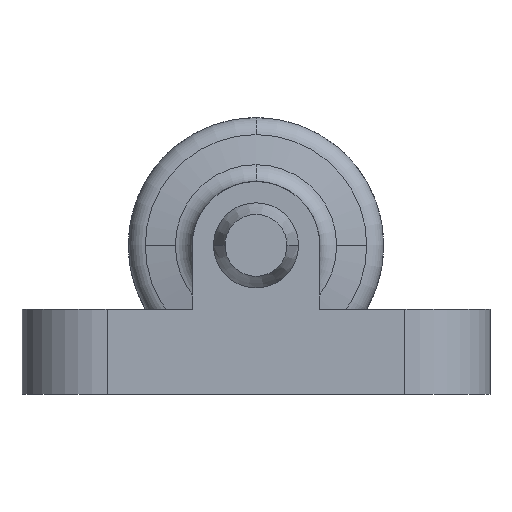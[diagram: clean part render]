
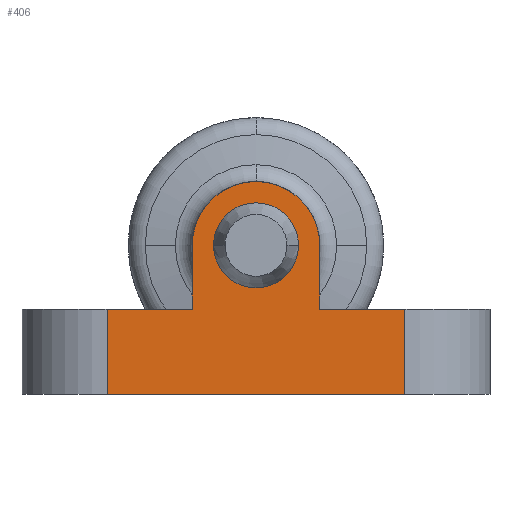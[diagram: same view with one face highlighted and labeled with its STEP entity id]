
A CAD part, left-side view. The second image highlights one B-rep face of the part: STEP entity #406.
In plain terms, the highlighted planar face has unit normal (-1, 0, 0).
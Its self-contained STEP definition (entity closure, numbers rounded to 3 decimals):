
#406=ADVANCED_FACE('',(#1103,#1104),#1105,.T.);
#1103=FACE_BOUND('',#2096,.T.);
#1104=FACE_OUTER_BOUND('',#2097,.T.);
#1105=PLANE('',#2098);
#2096=EDGE_LOOP('',(#3233,#3234));
#2097=EDGE_LOOP('',(#3235,#3236,#3237,#3238,#3239,#3240,#3241,#3242,#3243));
#2098=AXIS2_PLACEMENT_3D('',#3244,#3245,#3246);
#3233=ORIENTED_EDGE('',*,*,#6080,.T.);
#3234=ORIENTED_EDGE('',*,*,#6026,.T.);
#3235=ORIENTED_EDGE('',*,*,#6092,.T.);
#3236=ORIENTED_EDGE('',*,*,#6086,.F.);
#3237=ORIENTED_EDGE('',*,*,#6076,.T.);
#3238=ORIENTED_EDGE('',*,*,#6033,.T.);
#3239=ORIENTED_EDGE('',*,*,#6089,.T.);
#3240=ORIENTED_EDGE('',*,*,#6107,.T.);
#3241=ORIENTED_EDGE('',*,*,#6114,.F.);
#3242=ORIENTED_EDGE('',*,*,#6115,.F.);
#3243=ORIENTED_EDGE('',*,*,#6116,.T.);
#3244=CARTESIAN_POINT('',(0.,0.0,-7.0));
#3245=DIRECTION('',(-1.0,0.,0.0));
#3246=DIRECTION('',(0.,-1.0,-0.0));
#6026=EDGE_CURVE('',#7223,#7227,#7229,.T.);
#6033=EDGE_CURVE('',#7232,#7240,#7242,.T.);
#6076=EDGE_CURVE('',#7305,#7232,#7306,.T.);
#6080=EDGE_CURVE('',#7227,#7223,#7311,.T.);
#6086=EDGE_CURVE('',#7305,#7316,#7319,.T.);
#6089=EDGE_CURVE('',#7240,#7321,#7324,.T.);
#6092=EDGE_CURVE('',#7327,#7316,#7328,.T.);
#6107=EDGE_CURVE('',#7321,#7350,#7352,.T.);
#6114=EDGE_CURVE('',#7361,#7350,#7362,.T.);
#6115=EDGE_CURVE('',#7363,#7361,#7364,.T.);
#6116=EDGE_CURVE('',#7363,#7327,#7365,.T.);
#7223=VERTEX_POINT('',#8944);
#7227=VERTEX_POINT('',#8949);
#7229=CIRCLE('',#8952,2.0);
#7232=VERTEX_POINT('',#8955);
#7240=VERTEX_POINT('',#8965);
#7242=CIRCLE('',#8968,3.0);
#7305=VERTEX_POINT('',#9049);
#7306=CIRCLE('',#9050,3.0);
#7311=CIRCLE('',#9056,2.0);
#7316=VERTEX_POINT('',#9061);
#7319=LINE('',#9066,#9067);
#7321=VERTEX_POINT('',#9069);
#7324=LINE('',#9073,#9074);
#7327=VERTEX_POINT('',#9078);
#7328=LINE('',#9079,#9080);
#7350=VERTEX_POINT('',#9108);
#7352=LINE('',#9110,#9111);
#7361=VERTEX_POINT('',#9122);
#7362=LINE('',#9123,#9124);
#7363=VERTEX_POINT('',#9125);
#7364=LINE('',#9126,#9127);
#7365=LINE('',#9128,#9129);
#8944=CARTESIAN_POINT('',(0.,0.,-2.0));
#8949=CARTESIAN_POINT('',(0.,0.,2.0));
#8952=AXIS2_PLACEMENT_3D('',#13338,#13339,#13340);
#8955=CARTESIAN_POINT('',(0.0,0.,3.0));
#8965=CARTESIAN_POINT('',(0.0,3.0,0.0));
#8968=AXIS2_PLACEMENT_3D('',#13350,#13351,#13352);
#9049=CARTESIAN_POINT('',(0.0,-3.0,0.0));
#9050=AXIS2_PLACEMENT_3D('',#13410,#13411,#13412);
#9056=AXIS2_PLACEMENT_3D('',#13417,#13418,#13419);
#9061=CARTESIAN_POINT('',(0.,-3.0,-3.0));
#9066=CARTESIAN_POINT('',(0.0,-3.0,-3.5));
#9067=VECTOR('',#13425,1.0);
#9069=CARTESIAN_POINT('',(0.,3.0,-3.0));
#9073=CARTESIAN_POINT('',(0.0,3.0,-3.5));
#9074=VECTOR('',#13427,1.0);
#9078=CARTESIAN_POINT('',(0.,-7.0,-3.0));
#9079=CARTESIAN_POINT('',(0.,-7.0,-3.0));
#9080=VECTOR('',#13429,1.0);
#9108=CARTESIAN_POINT('',(0.0,7.0,-3.0));
#9110=CARTESIAN_POINT('',(0.,-7.0,-3.0));
#9111=VECTOR('',#13457,1.0);
#9122=CARTESIAN_POINT('',(0.0,7.0,-7.0));
#9123=CARTESIAN_POINT('',(0.0,7.0,-7.0));
#9124=VECTOR('',#13469,1.0);
#9125=CARTESIAN_POINT('',(0.,-7.0,-7.0));
#9126=CARTESIAN_POINT('',(0.,-7.0,-7.0));
#9127=VECTOR('',#13470,1.0);
#9128=CARTESIAN_POINT('',(0.,-7.0,-7.0));
#9129=VECTOR('',#13471,1.0);
#13338=CARTESIAN_POINT('',(0.0,0.0,0.0));
#13339=DIRECTION('',(1.0,0.,0.0));
#13340=DIRECTION('',(0.0,0.0,-1.0));
#13350=CARTESIAN_POINT('',(0.0,0.0,0.0));
#13351=DIRECTION('',(-1.0,0.0,0.0));
#13352=DIRECTION('',(0.0,0.0,-1.0));
#13410=CARTESIAN_POINT('',(0.0,0.0,0.0));
#13411=DIRECTION('',(-1.0,0.0,0.0));
#13412=DIRECTION('',(0.0,0.0,-1.0));
#13417=CARTESIAN_POINT('',(0.0,0.0,0.0));
#13418=DIRECTION('',(1.0,0.,0.0));
#13419=DIRECTION('',(0.0,0.0,-1.0));
#13425=DIRECTION('',(0.0,0.0,-1.0));
#13427=DIRECTION('',(0.0,0.0,-1.0));
#13429=DIRECTION('',(0.,1.0,0.0));
#13457=DIRECTION('',(0.,1.0,0.0));
#13469=DIRECTION('',(0.0,0.0,1.0));
#13470=DIRECTION('',(0.,1.0,0.0));
#13471=DIRECTION('',(0.0,0.0,1.0));
